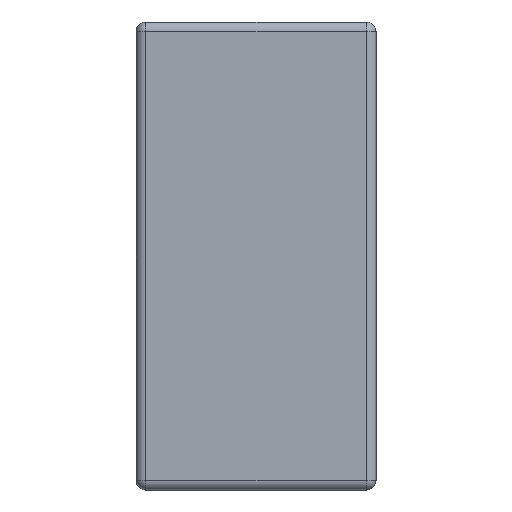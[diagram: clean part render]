
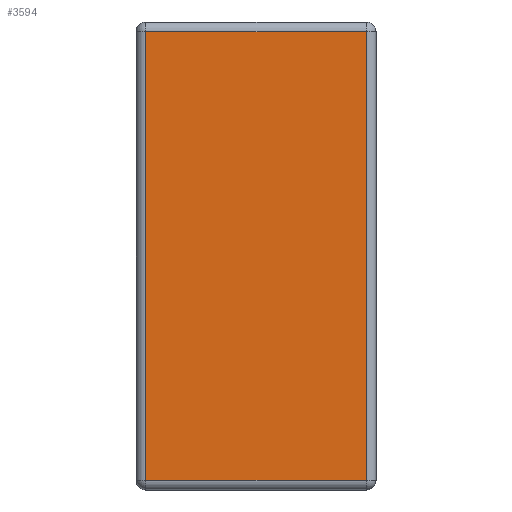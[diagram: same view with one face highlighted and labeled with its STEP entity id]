
A CAD part, left-side view. The second image highlights one B-rep face of the part: STEP entity #3594.
In plain terms, the highlighted planar face has unit normal (-1, 0, 0).
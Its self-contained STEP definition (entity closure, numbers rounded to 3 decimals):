
#167 = EDGE_CURVE ( 'NONE', #2557, #1838, #1178, .T. ) ;
#197 = PLANE ( 'NONE',  #2991 ) ;
#440 = DIRECTION ( 'NONE',  ( 0., 0., 1. ) ) ;
#642 = CARTESIAN_POINT ( 'NONE',  ( 0., 0.959, -1.909 ) ) ;
#712 = VECTOR ( 'NONE', #4218, 1000. ) ;
#834 = VECTOR ( 'NONE', #2037, 1000. ) ;
#1108 = EDGE_CURVE ( 'NONE', #1838, #1826, #4555, .T. ) ;
#1178 = LINE ( 'NONE', #3829, #712 ) ;
#1221 = VECTOR ( 'NONE', #4686, 1000. ) ;
#1496 = ORIENTED_EDGE ( 'NONE', *, *, #167, .T. ) ;
#1513 = EDGE_CURVE ( 'NONE', #1826, #3857, #3571, .T. ) ;
#1728 = CARTESIAN_POINT ( 'NONE',  ( 0., 0., -1.909 ) ) ;
#1780 = ORIENTED_EDGE ( 'NONE', *, *, #3231, .T. ) ;
#1826 = VERTEX_POINT ( 'NONE', #642 ) ;
#1838 = VERTEX_POINT ( 'NONE', #3935 ) ;
#1918 = DIRECTION ( 'NONE',  ( -1., 0., 0. ) ) ;
#2037 = DIRECTION ( 'NONE',  ( 0., -1., 0. ) ) ;
#2557 = VERTEX_POINT ( 'NONE', #3175 ) ;
#2948 = CARTESIAN_POINT ( 'NONE',  ( 0., 0.041, -1.909 ) ) ;
#2991 = AXIS2_PLACEMENT_3D ( 'NONE', #4476, #1918, #440 ) ;
#3131 = DIRECTION ( 'NONE',  ( 0., 0., -1. ) ) ;
#3165 = ORIENTED_EDGE ( 'NONE', *, *, #1513, .T. ) ;
#3174 = LINE ( 'NONE', #4708, #1221 ) ;
#3175 = CARTESIAN_POINT ( 'NONE',  ( 0., 0.041, -0.041 ) ) ;
#3212 = VECTOR ( 'NONE', #3131, 1000. ) ;
#3231 = EDGE_CURVE ( 'NONE', #3857, #2557, #3174, .T. ) ;
#3409 = ORIENTED_EDGE ( 'NONE', *, *, #1108, .T. ) ;
#3503 = FACE_OUTER_BOUND ( 'NONE', #4701, .T. ) ;
#3571 = LINE ( 'NONE', #1728, #834 ) ;
#3594 = ADVANCED_FACE ( 'NONE', ( #3503 ), #197, .T. ) ;
#3829 = CARTESIAN_POINT ( 'NONE',  ( 0., 1., -0.041 ) ) ;
#3857 = VERTEX_POINT ( 'NONE', #2948 ) ;
#3935 = CARTESIAN_POINT ( 'NONE',  ( 0., 0.959, -0.041 ) ) ;
#4218 = DIRECTION ( 'NONE',  ( 0., 1., 0. ) ) ;
#4476 = CARTESIAN_POINT ( 'NONE',  ( 0., 0., 0. ) ) ;
#4555 = LINE ( 'NONE', #4602, #3212 ) ;
#4602 = CARTESIAN_POINT ( 'NONE',  ( 0., 0.959, -1.95 ) ) ;
#4686 = DIRECTION ( 'NONE',  ( 0., 0., 1. ) ) ;
#4701 = EDGE_LOOP ( 'NONE', ( #3165, #1780, #1496, #3409 ) ) ;
#4708 = CARTESIAN_POINT ( 'NONE',  ( 0., 0.041, 0. ) ) ;
